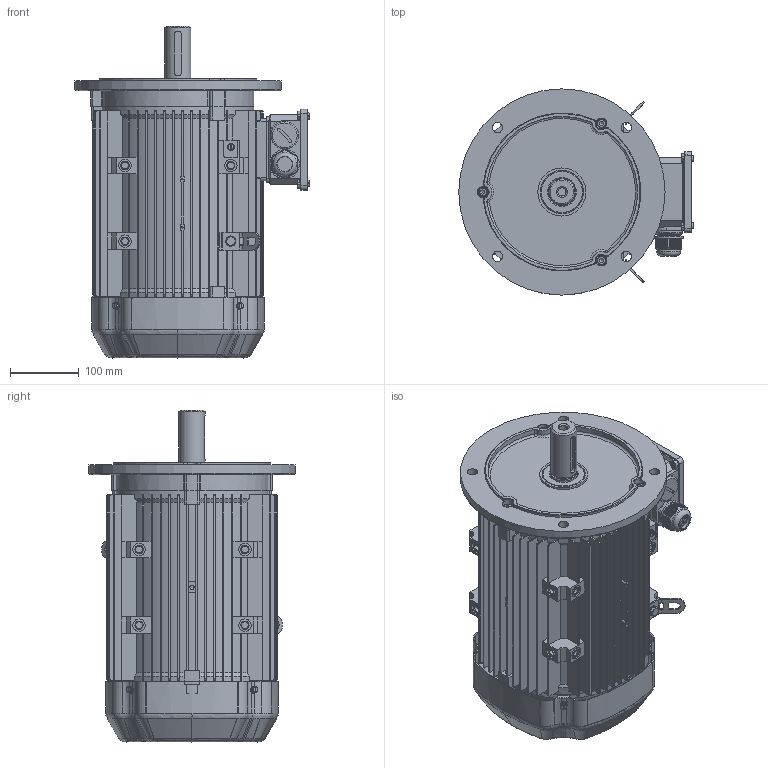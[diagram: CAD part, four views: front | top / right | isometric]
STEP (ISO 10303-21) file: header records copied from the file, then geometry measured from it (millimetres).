
FILE_DESCRIPTION(/* description */ (''),/* implementation_level */ '2;1');
FILE_NAME(/* name */ 'JL3-132M-B5.stp',/* time_stamp */ '2016-06-18T16:16:49+08:00',/* author */ (''),/* organization */ (''),/* preprocessor_version */ 'ST-DEVELOPER v15',/* originating_system */ 'SIEMENS PLM Software NX 8.5',/* authorisation */ '');
FILE_SCHEMA (('AUTOMOTIVE_DESIGN { 1 0 10303 214 3 1 1 1 }'));
Products named in the file (1): pc0F00E23Eyjb8
Bounding box: 341 x 300 x 482.99 mm (x, y, z)
Volume: 3652447.1 mm3; surface area: 1773414.7 mm2
Topology: 49 solids, 49 shells, 4860 faces, 13663 edges, 9006 vertices
Faces by surface type: plane 2451, cylinder 1672, bspline 304, torus 237, cone 194, sphere 2
Full cylindrical faces by diameter (mm): 2 x4, 4.2 x4, 4.48 x9, 4.8 x10, 5 x33, 5.3 x5, 5.8 x14, 6 x1, 7.188 x3, 8 x15, 8.58 x2, 9.1 x3, 10 x23, 11 x2, 12 x13, 13 x3, 14.785 x2, 15 x4, 16 x7, 18 x12, 22 x1, 26 x4, 27.2 x1, 28.2 x3, 30 x10, 31 x6, 32 x18, 33 x6, 34 x6, 34.5 x1
Entity records: 207503 total; most frequent: CARTESIAN_POINT 81704, ORIENTED_EDGE 26032, DIRECTION 23827, EDGE_CURVE 13016, VERTEX_POINT 8741, AXIS2_PLACEMENT_3D 8402, LINE 7023, VECTOR 7023
